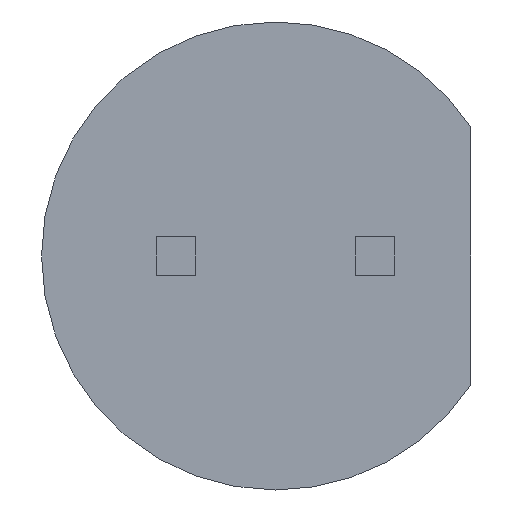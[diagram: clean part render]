
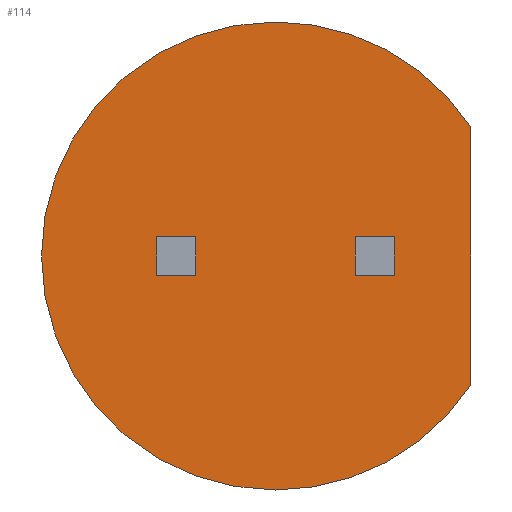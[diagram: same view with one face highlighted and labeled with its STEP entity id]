
A CAD part, front view. The second image highlights one B-rep face of the part: STEP entity #114.
In plain terms, the highlighted planar face has unit normal (0, -1, 0).
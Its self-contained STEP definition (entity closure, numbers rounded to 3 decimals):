
#16 = FACE_OUTER_BOUND ( 'NONE', #70, .T. ) ;
#55 = EDGE_CURVE ( 'NONE', #78, #232, #190, .T. ) ;
#57 = VECTOR ( 'NONE', #540, 1000. ) ;
#63 = ORIENTED_EDGE ( 'NONE', *, *, #523, .T. ) ;
#70 = EDGE_LOOP ( 'NONE', ( #63, #642, #216, #521 ) ) ;
#74 = CARTESIAN_POINT ( 'NONE',  ( 0., 0., 0. ) ) ;
#78 = VERTEX_POINT ( 'NONE', #597 ) ;
#97 = CARTESIAN_POINT ( 'NONE',  ( 0., 0., 0. ) ) ;
#114 = ADVANCED_FACE ( 'NONE', ( #16 ), #247, .T. ) ;
#135 = DIRECTION ( 'NONE',  ( 0., 0., -1. ) ) ;
#143 = CARTESIAN_POINT ( 'NONE',  ( 0., 0., -3. ) ) ;
#152 = AXIS2_PLACEMENT_3D ( 'NONE', #74, #476, #135 ) ;
#190 = CIRCLE ( 'NONE', #152, 3. ) ;
#209 = VERTEX_POINT ( 'NONE', #664 ) ;
#216 = ORIENTED_EDGE ( 'NONE', *, *, #433, .T. ) ;
#232 = VERTEX_POINT ( 'NONE', #143 ) ;
#243 = DIRECTION ( 'NONE',  ( 0., -1., 0. ) ) ;
#247 = PLANE ( 'NONE',  #543 ) ;
#257 = EDGE_CURVE ( 'NONE', #526, #209, #426, .T. ) ;
#280 = CARTESIAN_POINT ( 'NONE',  ( 2.5, 0., -1.658 ) ) ;
#333 = DIRECTION ( 'NONE',  ( 0., -1., 0. ) ) ;
#351 = CARTESIAN_POINT ( 'NONE',  ( 0., 0., 0. ) ) ;
#372 = CARTESIAN_POINT ( 'NONE',  ( -2.5, 0., 0. ) ) ;
#416 = AXIS2_PLACEMENT_3D ( 'NONE', #351, #243, #594 ) ;
#426 = LINE ( 'NONE', #662, #57 ) ;
#433 = EDGE_CURVE ( 'NONE', #232, #526, #582, .T. ) ;
#446 = DIRECTION ( 'NONE',  ( 0., 0., -1. ) ) ;
#476 = DIRECTION ( 'NONE',  ( 0., -1., 0. ) ) ;
#481 = DIRECTION ( 'NONE',  ( 0., -1., 0. ) ) ;
#521 = ORIENTED_EDGE ( 'NONE', *, *, #257, .T. ) ;
#523 = EDGE_CURVE ( 'NONE', #209, #78, #593, .T. ) ;
#526 = VERTEX_POINT ( 'NONE', #280 ) ;
#540 = DIRECTION ( 'NONE',  ( 0., 0., 1. ) ) ;
#543 = AXIS2_PLACEMENT_3D ( 'NONE', #372, #481, #712 ) ;
#582 = CIRCLE ( 'NONE', #416, 3. ) ;
#593 = CIRCLE ( 'NONE', #683, 3. ) ;
#594 = DIRECTION ( 'NONE',  ( 0., 0., -1. ) ) ;
#597 = CARTESIAN_POINT ( 'NONE',  ( 0., 0., 3. ) ) ;
#642 = ORIENTED_EDGE ( 'NONE', *, *, #55, .T. ) ;
#662 = CARTESIAN_POINT ( 'NONE',  ( 2.5, 0., 0. ) ) ;
#664 = CARTESIAN_POINT ( 'NONE',  ( 2.5, 0., 1.658 ) ) ;
#683 = AXIS2_PLACEMENT_3D ( 'NONE', #97, #333, #446 ) ;
#712 = DIRECTION ( 'NONE',  ( 0., 0., -1. ) ) ;
